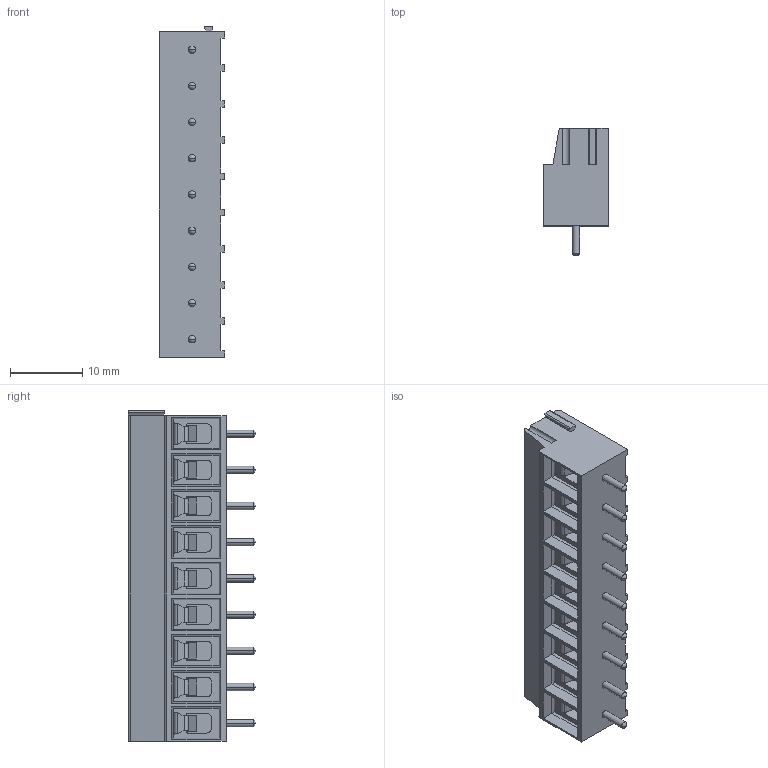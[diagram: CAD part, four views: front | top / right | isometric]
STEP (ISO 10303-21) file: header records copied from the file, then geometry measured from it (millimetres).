
FILE_DESCRIPTION((''),'2;1');
FILE_NAME('PRT0051','2024-11-08T',('yanfa'),(''),'PRO/ENGINEER BY PARAMETRIC TECHNOLOGY CORPORATION, 2009280','PRO/ENGINEER BY PARAMETRIC TECHNOLOGY CORPORATION, 2009280','');
FILE_SCHEMA(('AUTOMOTIVE_DESIGN_CC2 { 1 2 10303 214 -1 1 5 2 }'));
Length unit declared in the file: millimetre
Products named in the file (1): PRT0051
Bounding box: 9 x 17.6 x 45.68 mm (x, y, z)
Volume: 3787.1 mm3; surface area: 4051.2 mm2
Topology: 1 solids, 1 shells, 703 faces, 1872 edges, 1197 vertices
Faces by surface type: plane 395, cylinder 236, cone 36, torus 18, sphere 18
Entity records: 21971 total; most frequent: CARTESIAN_POINT 4138, DIRECTION 3732, ORIENTED_EDGE 3708, EDGE_CURVE 1854, AXIS2_PLACEMENT_3D 1247, VECTOR 1238, LINE 1238, VERTEX_POINT 1197
